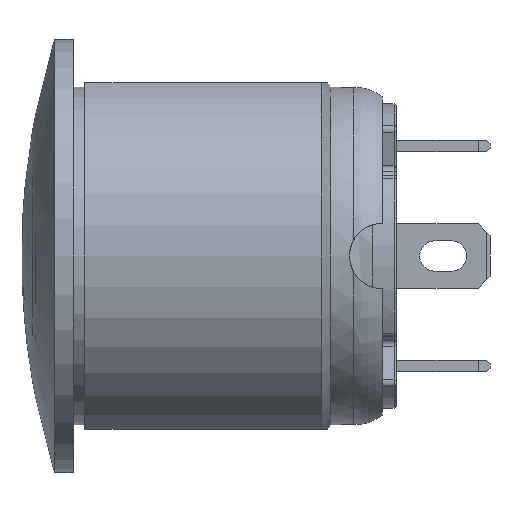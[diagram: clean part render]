
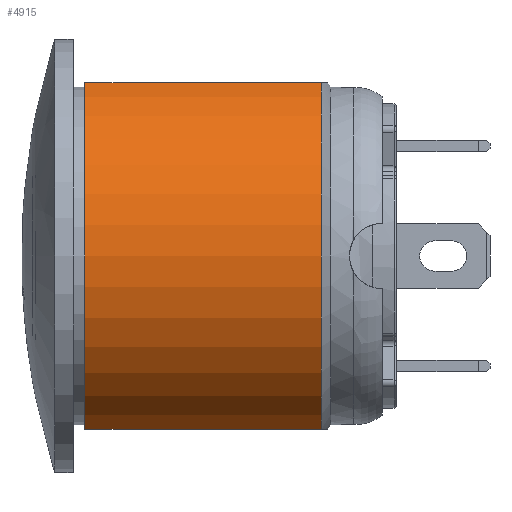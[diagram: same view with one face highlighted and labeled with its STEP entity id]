
A CAD part, left-side view. The second image highlights one B-rep face of the part: STEP entity #4915.
In plain terms, the highlighted cylindrical face has radius 8 mm (diameter 16 mm), a partial arc.
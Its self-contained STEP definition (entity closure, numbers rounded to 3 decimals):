
#509=LINE('',#9007,#887);
#514=LINE('',#9021,#892);
#887=VECTOR('',#6994,10.);
#892=VECTOR('',#7001,10.);
#1013=CYLINDRICAL_SURFACE('',#5498,8.);
#1380=FACE_OUTER_BOUND('',#1698,.T.);
#1698=EDGE_LOOP('',(#4530,#4531,#4532,#4533));
#2019=CIRCLE('',#5499,8.);
#2020=CIRCLE('',#5500,8.);
#2458=VERTEX_POINT('',#9001);
#2460=VERTEX_POINT('',#9006);
#2463=VERTEX_POINT('',#9013);
#2465=VERTEX_POINT('',#9019);
#3160=EDGE_CURVE('',#2460,#2458,#509,.T.);
#3166=EDGE_CURVE('',#2463,#2465,#514,.T.);
#3167=EDGE_CURVE('',#2463,#2458,#2019,.T.);
#3168=EDGE_CURVE('',#2465,#2460,#2020,.T.);
#4530=ORIENTED_EDGE('',*,*,#3160,.T.);
#4531=ORIENTED_EDGE('',*,*,#3167,.F.);
#4532=ORIENTED_EDGE('',*,*,#3166,.T.);
#4533=ORIENTED_EDGE('',*,*,#3168,.T.);
#4915=ADVANCED_FACE('',(#1380),#1013,.T.);
#5498=AXIS2_PLACEMENT_3D('',#9022,#7002,#7003);
#5499=AXIS2_PLACEMENT_3D('',#9023,#7004,#7005);
#5500=AXIS2_PLACEMENT_3D('',#9024,#7006,#7007);
#6994=DIRECTION('',(0.,-1.,0.));
#7001=DIRECTION('',(0.,1.,0.));
#7002=DIRECTION('center_axis',(0.,-1.,0.));
#7003=DIRECTION('ref_axis',(-1.,0.,0.));
#7004=DIRECTION('center_axis',(0.,-1.,0.));
#7005=DIRECTION('ref_axis',(-1.,0.,0.));
#7006=DIRECTION('center_axis',(0.,-1.,0.));
#7007=DIRECTION('ref_axis',(1.,0.,0.));
#9001=CARTESIAN_POINT('',(-3.04,-10.6,-7.4));
#9006=CARTESIAN_POINT('',(-3.04,-0.5,-7.4));
#9007=CARTESIAN_POINT('',(-3.04,-5.75,-7.4));
#9013=CARTESIAN_POINT('',(-3.04,-10.6,7.4));
#9019=CARTESIAN_POINT('',(-3.04,-0.5,7.4));
#9021=CARTESIAN_POINT('',(-3.04,-5.75,7.4));
#9022=CARTESIAN_POINT('Origin',(0.,-5.75,0.));
#9023=CARTESIAN_POINT('Origin',(0.,-10.6,0.));
#9024=CARTESIAN_POINT('Origin',(0.,-0.5,0.));
